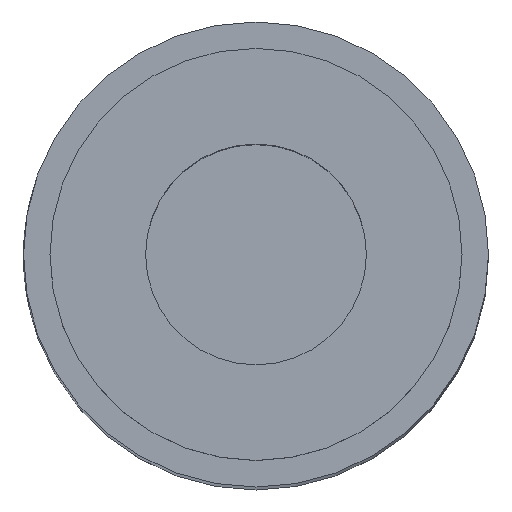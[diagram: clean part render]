
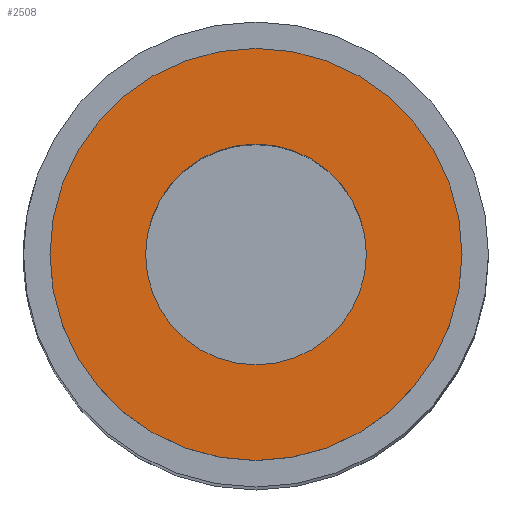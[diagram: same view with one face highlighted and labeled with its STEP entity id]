
A CAD part, top view. The second image highlights one B-rep face of the part: STEP entity #2508.
In plain terms, the highlighted planar face has unit normal (0, 0, 1).
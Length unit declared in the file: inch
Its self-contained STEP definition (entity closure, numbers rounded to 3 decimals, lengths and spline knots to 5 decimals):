
#1012=CARTESIAN_POINT('',(0.,0.,3.05));
#1013=DIRECTION('',(0.,0.,-1.));
#1014=DIRECTION('',(0.,-1.,0.));
#1015=AXIS2_PLACEMENT_3D('',#1012,#1013,#1014);
#1017=CARTESIAN_POINT('',(0.,0.,3.05));
#1018=DIRECTION('',(0.,0.,-1.));
#1019=DIRECTION('',(0.,1.,0.));
#1020=AXIS2_PLACEMENT_3D('',#1017,#1018,#1019);
#1022=CARTESIAN_POINT('',(0.,0.,3.05));
#1023=DIRECTION('',(0.,0.,-1.));
#1024=DIRECTION('',(-1.,0.,0.));
#1025=AXIS2_PLACEMENT_3D('',#1022,#1023,#1024);
#1027=CARTESIAN_POINT('',(0.,0.,3.05));
#1028=DIRECTION('',(0.,0.,-1.));
#1029=DIRECTION('',(1.,0.,0.));
#1030=AXIS2_PLACEMENT_3D('',#1027,#1028,#1029);
#1077=CARTESIAN_POINT('',(0.,-0.35,3.05));
#1078=CARTESIAN_POINT('',(0.,0.35,3.05));
#1079=VERTEX_POINT('',#1077);
#1080=VERTEX_POINT('',#1078);
#1149=CARTESIAN_POINT('',(-0.1875,0.,3.05));
#1150=CARTESIAN_POINT('',(0.1875,0.,3.05));
#1151=VERTEX_POINT('',#1149);
#1152=VERTEX_POINT('',#1150);
#2492=CARTESIAN_POINT('',(0.,0.,3.05));
#2493=DIRECTION('',(0.,0.,1.));
#2494=DIRECTION('',(1.,0.,0.));
#2495=AXIS2_PLACEMENT_3D('',#2492,#2493,#2494);
#2496=PLANE('',#2495);
#2498=ORIENTED_EDGE('',*,*,#2497,.T.);
#2499=ORIENTED_EDGE('',*,*,#2482,.T.);
#2500=EDGE_LOOP('',(#2498,#2499));
#2501=FACE_OUTER_BOUND('',#2500,.F.);
#2503=ORIENTED_EDGE('',*,*,#2502,.F.);
#2505=ORIENTED_EDGE('',*,*,#2504,.F.);
#2506=EDGE_LOOP('',(#2503,#2505));
#2507=FACE_BOUND('',#2506,.F.);
#2508=ADVANCED_FACE('',(#2501,#2507),#2496,.T.);
#1016=CIRCLE('',#1015,0.35);
#1021=CIRCLE('',#1020,0.35);
#1026=CIRCLE('',#1025,0.1875);
#1031=CIRCLE('',#1030,0.1875);
#2482=EDGE_CURVE('',#1080,#1079,#1021,.T.);
#2497=EDGE_CURVE('',#1079,#1080,#1016,.T.);
#2502=EDGE_CURVE('',#1151,#1152,#1026,.T.);
#2504=EDGE_CURVE('',#1152,#1151,#1031,.T.);
